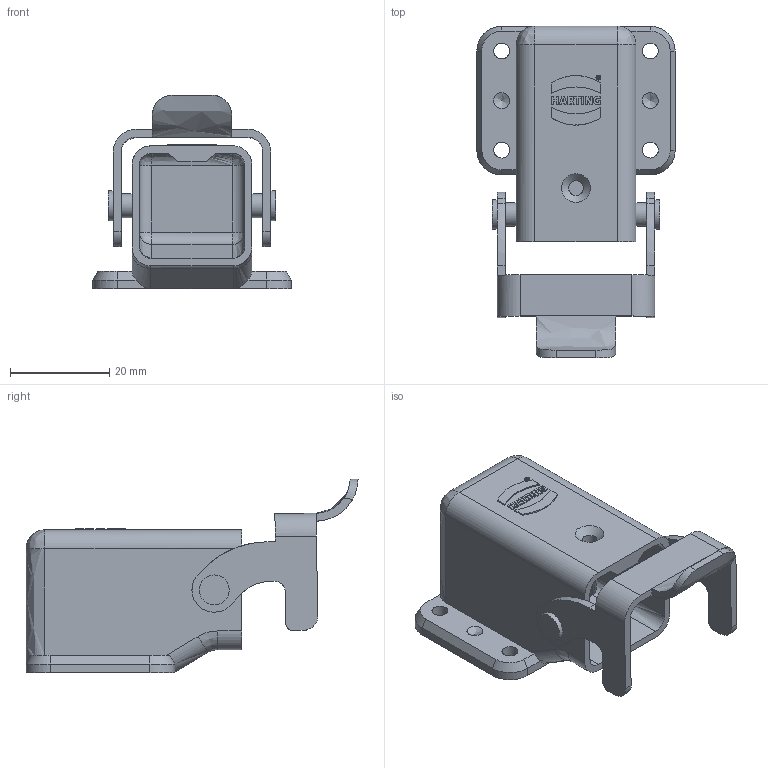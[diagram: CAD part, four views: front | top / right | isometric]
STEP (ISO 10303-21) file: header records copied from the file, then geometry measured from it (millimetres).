
FILE_DESCRIPTION(( 'HARTING HARTING HARTING HARTING HARTING HARTING HARTING HARTING HARTING', 'This Document is valid for Parts No. 09 20 003 0810'),'2;1');
FILE_NAME('MD_09200030810_RB.stp', '2010-10-18T14:43:57',('ITIS-4b'),('HARTING KGaA, D-32339 Espelkamp'), 'I-DEAS Master Series 10','HP-UNIX','Yes');
FILE_SCHEMA(('AUTOMOTIVE_DESIGN { 1 0 10303 214 1 1 1 1 }'));
Length unit declared in the file: millimetre
Products named in the file (1): MD 09 20 003 0810
Bounding box: 40 x 67.01 x 39.09 mm (x, y, z)
Volume: 11167.1 mm3; surface area: 12102.7 mm2
Topology: 1 solids, 1 shells, 234 faces, 606 edges, 387 vertices
Faces by surface type: bspline 234
Entity records: 7546 total; most frequent: CARTESIAN_POINT 3563, ORIENTED_EDGE 1196, EDGE_CURVE 598, VERTEX_POINT 387, OVER_RIDING_STYLED_ITEM 346, EDGE_LOOP 269, B_SPLINE_CURVE_WITH_KNOTS 243, FACE_OUTER_BOUND 234
